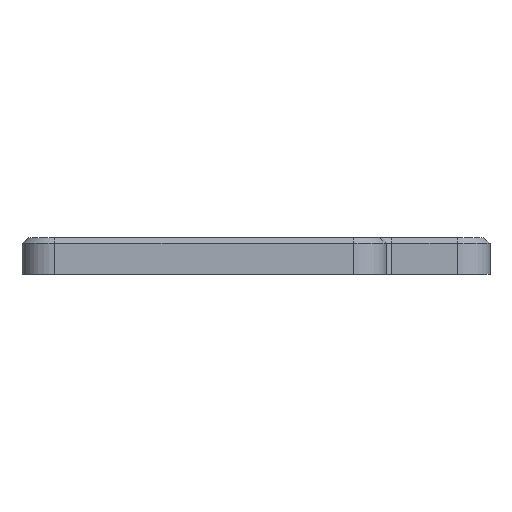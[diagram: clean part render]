
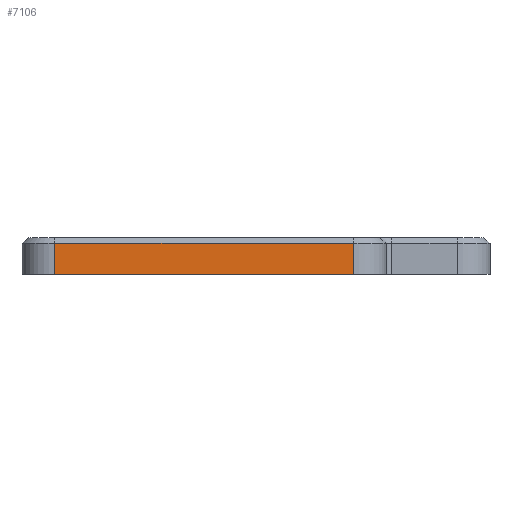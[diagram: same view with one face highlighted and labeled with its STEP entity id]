
A CAD part, left-side view. The second image highlights one B-rep face of the part: STEP entity #7106.
In plain terms, the highlighted planar face has unit normal (-1, -0.001, 0).
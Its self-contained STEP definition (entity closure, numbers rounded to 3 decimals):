
#668=FACE_OUTER_BOUND('',#1038,.T.);
#1038=EDGE_LOOP('',(#4805,#4806,#4807,#4808));
#1496=LINE('',#10438,#2220);
#1513=LINE('',#10490,#2237);
#1514=LINE('',#10494,#2238);
#1515=LINE('',#10495,#2239);
#2220=VECTOR('',#8246,10.);
#2237=VECTOR('',#8301,10.);
#2238=VECTOR('',#8306,10.);
#2239=VECTOR('',#8307,10.);
#2939=VERTEX_POINT('',#10422);
#2943=VERTEX_POINT('',#10434);
#2960=VERTEX_POINT('',#10489);
#2961=VERTEX_POINT('',#10493);
#3670=EDGE_CURVE('',#2939,#2943,#1496,.T.);
#3696=EDGE_CURVE('',#2943,#2960,#1513,.T.);
#3698=EDGE_CURVE('',#2961,#2939,#1514,.T.);
#3699=EDGE_CURVE('',#2961,#2960,#1515,.T.);
#4805=ORIENTED_EDGE('',*,*,#3670,.F.);
#4806=ORIENTED_EDGE('',*,*,#3698,.F.);
#4807=ORIENTED_EDGE('',*,*,#3699,.T.);
#4808=ORIENTED_EDGE('',*,*,#3696,.F.);
#6910=PLANE('',#7496);
#7106=ADVANCED_FACE('',(#668),#6910,.T.);
#7496=AXIS2_PLACEMENT_3D('',#10492,#8304,#8305);
#8246=DIRECTION('',(0.001,-1.,0.));
#8301=DIRECTION('',(0.,0.,-1.));
#8304=DIRECTION('center_axis',(-1.,-0.001,
0.));
#8305=DIRECTION('ref_axis',(0.001,-1.,0.));
#8306=DIRECTION('',(0.,0.,1.));
#8307=DIRECTION('',(0.001,-1.,0.));
#10422=CARTESIAN_POINT('',(-4.874,118.895,5.5));
#10434=CARTESIAN_POINT('',(-4.826,64.095,5.5));
#10438=CARTESIAN_POINT('',(-4.857,100.023,5.5));
#10489=CARTESIAN_POINT('',(-4.826,64.095,-0.2));
#10490=CARTESIAN_POINT('',(-4.826,64.095,-4.2));
#10492=CARTESIAN_POINT('Origin',(-4.873,118.143,-4.2));
#10493=CARTESIAN_POINT('',(-4.874,118.895,-0.2));
#10494=CARTESIAN_POINT('',(-4.874,118.895,-4.2));
#10495=CARTESIAN_POINT('',(-4.857,100.01,-0.2));
